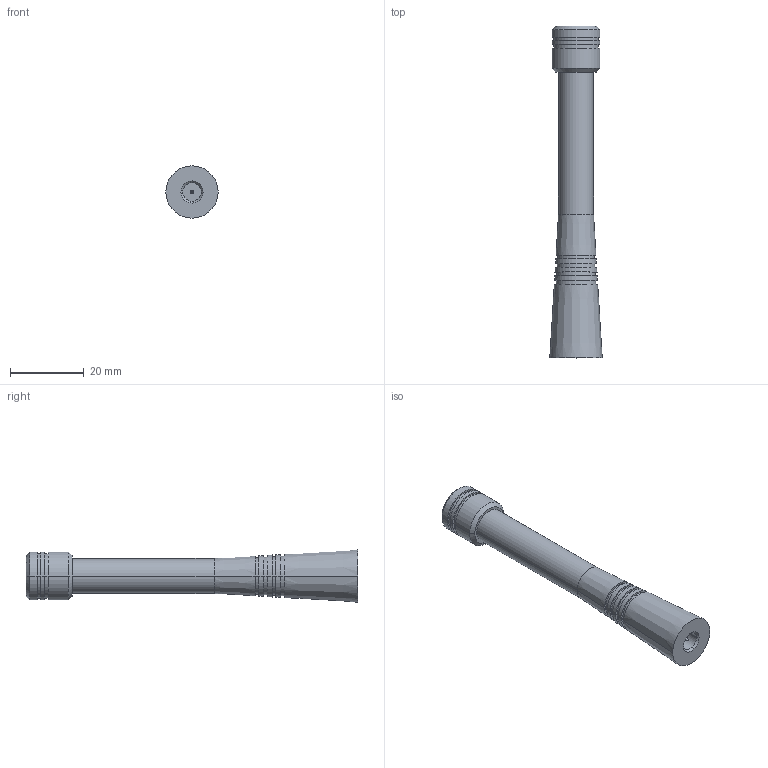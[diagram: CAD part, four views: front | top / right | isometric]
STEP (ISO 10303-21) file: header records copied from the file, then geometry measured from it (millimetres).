
FILE_DESCRIPTION (( 'STEP AP214' ), '1' );
FILE_NAME ('FMANRBD1004_3D.step', '2023-09-08T22:09:32', ( '' ), ( '' ), 'SwSTEP 2.0', 'SolidWorks 2022', '' );
FILE_SCHEMA (( 'AUTOMOTIVE_DESIGN' ));
Length unit declared in the file: inch
Products named in the file (1): FMANRBD1004_3D
Bounding box: 14.2 x 90 x 14.2 mm (x, y, z)
Volume: 8513 mm3; surface area: 3684.6 mm2
Topology: 1 solids, 1 shells, 60 faces, 118 edges, 75 vertices
Faces by surface type: cone 26, cylinder 16, plane 16, sphere 2
Entity records: 1610 total; most frequent: DIRECTION 316, CARTESIAN_POINT 254, ORIENTED_EDGE 236, AXIS2_PLACEMENT_3D 137, EDGE_CURVE 118, CIRCLE 76, EDGE_LOOP 75, VERTEX_POINT 75
